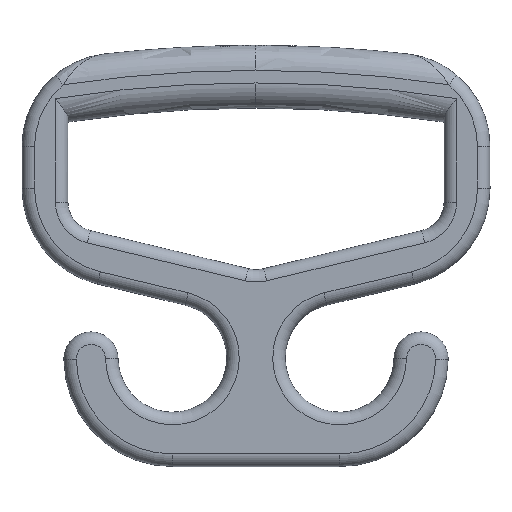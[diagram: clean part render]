
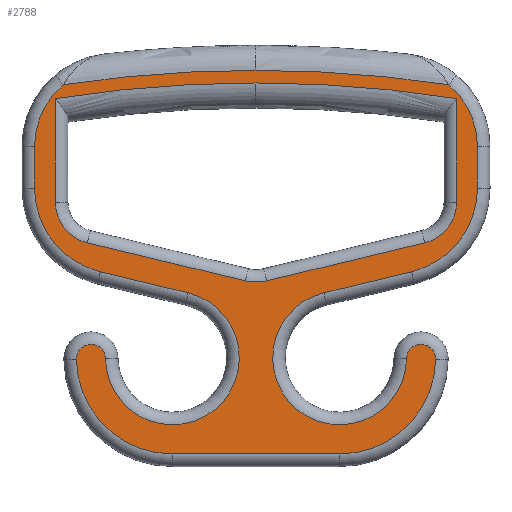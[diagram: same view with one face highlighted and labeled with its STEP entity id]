
A CAD part, top view. The second image highlights one B-rep face of the part: STEP entity #2788.
In plain terms, the highlighted planar face has unit normal (0, 0, 1).
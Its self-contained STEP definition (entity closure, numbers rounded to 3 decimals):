
#15=FACE_BOUND('',#798,.T.);
#55=PLANE('',#3087);
#173=LINE('',#5977,#320);
#175=LINE('',#6000,#322);
#176=LINE('',#6008,#323);
#177=LINE('',#6031,#324);
#180=LINE('',#6117,#327);
#182=LINE('',#6129,#329);
#184=LINE('',#6151,#331);
#185=LINE('',#6167,#332);
#186=LINE('',#6175,#333);
#320=VECTOR('',#3603,10.);
#322=VECTOR('',#3617,10.);
#323=VECTOR('',#3628,10.);
#324=VECTOR('',#3637,10.);
#327=VECTOR('',#3658,10.);
#329=VECTOR('',#3672,10.);
#331=VECTOR('',#3702,10.);
#332=VECTOR('',#3725,10.);
#333=VECTOR('',#3736,10.);
#615=FACE_OUTER_BOUND('',#797,.T.);
#797=EDGE_LOOP('',(#2470,#2471,#2472,#2473,#2474,#2475,#2476,#2477,#2478,
#2479,#2480,#2481,#2482,#2483,#2484,#2485,#2486));
#798=EDGE_LOOP('',(#2487,#2488,#2489,#2490,#2491,#2492,#2493,#2494,#2495));
#842=CIRCLE('',#2875,307.);
#920=CIRCLE('',#3010,10.);
#924=CIRCLE('',#3016,11.);
#927=CIRCLE('',#3021,10.);
#930=CIRCLE('',#3028,19.3);
#934=CIRCLE('',#3034,20.598);
#938=CIRCLE('',#3040,16.);
#941=CIRCLE('',#3044,3.5);
#944=CIRCLE('',#3048,23.);
#948=CIRCLE('',#3054,23.);
#950=CIRCLE('',#3057,3.5);
#952=CIRCLE('',#3060,16.);
#955=CIRCLE('',#3065,20.598);
#958=CIRCLE('',#3070,19.3);
#959=CIRCLE('',#3080,307.);
#960=CIRCLE('',#3082,304.);
#963=CIRCLE('',#3086,304.);
#1195=VERTEX_POINT('',#5524);
#1196=VERTEX_POINT('',#5535);
#1280=VERTEX_POINT('',#5974);
#1281=VERTEX_POINT('',#5976);
#1283=VERTEX_POINT('',#5993);
#1284=VERTEX_POINT('',#5998);
#1285=VERTEX_POINT('',#6002);
#1286=VERTEX_POINT('',#6006);
#1287=VERTEX_POINT('',#6010);
#1288=VERTEX_POINT('',#6014);
#1292=VERTEX_POINT('',#6109);
#1294=VERTEX_POINT('',#6115);
#1296=VERTEX_POINT('',#6121);
#1298=VERTEX_POINT('',#6127);
#1300=VERTEX_POINT('',#6133);
#1302=VERTEX_POINT('',#6139);
#1303=VERTEX_POINT('',#6144);
#1304=VERTEX_POINT('',#6149);
#1305=VERTEX_POINT('',#6153);
#1306=VERTEX_POINT('',#6157);
#1307=VERTEX_POINT('',#6161);
#1308=VERTEX_POINT('',#6165);
#1309=VERTEX_POINT('',#6169);
#1310=VERTEX_POINT('',#6173);
#1311=VERTEX_POINT('',#6177);
#1313=VERTEX_POINT('',#6270);
#1505=EDGE_CURVE('',#1195,#1196,#842,.T.);
#1648=EDGE_CURVE('',#1280,#1281,#173,.T.);
#1652=EDGE_CURVE('',#1283,#1280,#920,.T.);
#1655=EDGE_CURVE('',#1284,#1283,#175,.T.);
#1657=EDGE_CURVE('',#1285,#1284,#924,.T.);
#1659=EDGE_CURVE('',#1286,#1285,#176,.T.);
#1661=EDGE_CURVE('',#1287,#1286,#927,.T.);
#1663=EDGE_CURVE('',#1288,#1287,#177,.T.);
#1670=EDGE_CURVE('',#1292,#1195,#930,.T.);
#1673=EDGE_CURVE('',#1294,#1292,#180,.T.);
#1676=EDGE_CURVE('',#1296,#1294,#934,.T.);
#1679=EDGE_CURVE('',#1298,#1296,#182,.T.);
#1682=EDGE_CURVE('',#1300,#1298,#938,.T.);
#1685=EDGE_CURVE('',#1302,#1300,#941,.T.);
#1688=EDGE_CURVE('',#1303,#1302,#944,.T.);
#1691=EDGE_CURVE('',#1304,#1303,#184,.T.);
#1693=EDGE_CURVE('',#1305,#1304,#948,.T.);
#1695=EDGE_CURVE('',#1306,#1305,#950,.T.);
#1697=EDGE_CURVE('',#1307,#1306,#952,.T.);
#1699=EDGE_CURVE('',#1308,#1307,#185,.T.);
#1701=EDGE_CURVE('',#1309,#1308,#955,.T.);
#1703=EDGE_CURVE('',#1310,#1309,#186,.T.);
#1705=EDGE_CURVE('',#1311,#1310,#958,.T.);
#1713=EDGE_CURVE('',#1196,#1311,#959,.T.);
#1715=EDGE_CURVE('',#1313,#1288,#960,.T.);
#1718=EDGE_CURVE('',#1281,#1313,#963,.T.);
#2470=ORIENTED_EDGE('',*,*,#1705,.F.);
#2471=ORIENTED_EDGE('',*,*,#1713,.F.);
#2472=ORIENTED_EDGE('',*,*,#1505,.F.);
#2473=ORIENTED_EDGE('',*,*,#1670,.F.);
#2474=ORIENTED_EDGE('',*,*,#1673,.F.);
#2475=ORIENTED_EDGE('',*,*,#1676,.F.);
#2476=ORIENTED_EDGE('',*,*,#1679,.F.);
#2477=ORIENTED_EDGE('',*,*,#1682,.F.);
#2478=ORIENTED_EDGE('',*,*,#1685,.F.);
#2479=ORIENTED_EDGE('',*,*,#1688,.F.);
#2480=ORIENTED_EDGE('',*,*,#1691,.F.);
#2481=ORIENTED_EDGE('',*,*,#1693,.F.);
#2482=ORIENTED_EDGE('',*,*,#1695,.F.);
#2483=ORIENTED_EDGE('',*,*,#1697,.F.);
#2484=ORIENTED_EDGE('',*,*,#1699,.F.);
#2485=ORIENTED_EDGE('',*,*,#1701,.F.);
#2486=ORIENTED_EDGE('',*,*,#1703,.F.);
#2487=ORIENTED_EDGE('',*,*,#1715,.F.);
#2488=ORIENTED_EDGE('',*,*,#1718,.F.);
#2489=ORIENTED_EDGE('',*,*,#1648,.F.);
#2490=ORIENTED_EDGE('',*,*,#1652,.F.);
#2491=ORIENTED_EDGE('',*,*,#1655,.F.);
#2492=ORIENTED_EDGE('',*,*,#1657,.F.);
#2493=ORIENTED_EDGE('',*,*,#1659,.F.);
#2494=ORIENTED_EDGE('',*,*,#1661,.F.);
#2495=ORIENTED_EDGE('',*,*,#1663,.F.);
#2788=ADVANCED_FACE('',(#615,#15),#55,.T.);
#2875=AXIS2_PLACEMENT_3D('',#5536,#3282,#3283);
#3010=AXIS2_PLACEMENT_3D('',#5995,#3609,#3610);
#3016=AXIS2_PLACEMENT_3D('',#6004,#3622,#3623);
#3021=AXIS2_PLACEMENT_3D('',#6012,#3633,#3634);
#3028=AXIS2_PLACEMENT_3D('',#6111,#3650,#3651);
#3034=AXIS2_PLACEMENT_3D('',#6123,#3664,#3665);
#3040=AXIS2_PLACEMENT_3D('',#6135,#3678,#3679);
#3044=AXIS2_PLACEMENT_3D('',#6141,#3686,#3687);
#3048=AXIS2_PLACEMENT_3D('',#6146,#3694,#3695);
#3054=AXIS2_PLACEMENT_3D('',#6155,#3707,#3708);
#3057=AXIS2_PLACEMENT_3D('',#6159,#3713,#3714);
#3060=AXIS2_PLACEMENT_3D('',#6163,#3719,#3720);
#3065=AXIS2_PLACEMENT_3D('',#6171,#3730,#3731);
#3070=AXIS2_PLACEMENT_3D('',#6179,#3741,#3742);
#3080=AXIS2_PLACEMENT_3D('',#6267,#3767,#3768);
#3082=AXIS2_PLACEMENT_3D('',#6329,#3771,#3772);
#3086=AXIS2_PLACEMENT_3D('',#6333,#3779,#3780);
#3087=AXIS2_PLACEMENT_3D('',#6334,#3781,#3782);
#3282=DIRECTION('center_axis',(0.,0.,-1.));
#3283=DIRECTION('ref_axis',(-0.057,0.998,0.));
#3603=DIRECTION('',(0.,1.,0.));
#3609=DIRECTION('center_axis',(0.,0.,1.));
#3610=DIRECTION('ref_axis',(0.785,-0.619,0.));
#3617=DIRECTION('',(0.972,0.234,0.));
#3622=DIRECTION('center_axis',(0.,0.,1.));
#3623=DIRECTION('ref_axis',(0.,-1.,0.));
#3628=DIRECTION('',(0.972,-0.234,0.));
#3633=DIRECTION('center_axis',(0.,0.,1.));
#3634=DIRECTION('ref_axis',(-0.785,-0.619,0.));
#3637=DIRECTION('',(0.,-1.,0.));
#3650=DIRECTION('center_axis',(0.,0.,-1.));
#3651=DIRECTION('ref_axis',(-0.943,0.333,0.));
#3658=DIRECTION('',(0.,1.,0.));
#3664=DIRECTION('center_axis',(0.,0.,-1.));
#3665=DIRECTION('ref_axis',(-0.785,-0.619,0.));
#3672=DIRECTION('',(-0.972,0.234,0.));
#3678=DIRECTION('center_axis',(0.,0.,1.));
#3679=DIRECTION('ref_axis',(0.624,-0.781,0.));
#3686=DIRECTION('center_axis',(0.,0.,-1.));
#3687=DIRECTION('ref_axis',(-0.014,1.,0.));
#3694=DIRECTION('center_axis',(0.,0.,-1.));
#3695=DIRECTION('ref_axis',(-0.702,-0.712,0.));
#3702=DIRECTION('',(-1.,0.,0.));
#3707=DIRECTION('center_axis',(0.,0.,-1.));
#3708=DIRECTION('ref_axis',(0.702,-0.712,0.));
#3713=DIRECTION('center_axis',(0.,0.,-1.));
#3714=DIRECTION('ref_axis',(0.014,1.,0.));
#3719=DIRECTION('center_axis',(0.,0.,1.));
#3720=DIRECTION('ref_axis',(-0.624,-0.781,0.));
#3725=DIRECTION('',(-0.972,-0.234,0.));
#3730=DIRECTION('center_axis',(0.,0.,-1.));
#3731=DIRECTION('ref_axis',(0.785,-0.619,0.));
#3736=DIRECTION('',(0.,-1.,0.));
#3741=DIRECTION('center_axis',(0.,0.,-1.));
#3742=DIRECTION('ref_axis',(0.943,0.333,0.));
#3767=DIRECTION('center_axis',(0.,0.,-1.));
#3768=DIRECTION('ref_axis',(0.057,0.998,0.));
#3771=DIRECTION('center_axis',(0.,0.,1.));
#3772=DIRECTION('ref_axis',(-0.074,0.997,0.));
#3779=DIRECTION('center_axis',(0.,0.,1.));
#3780=DIRECTION('ref_axis',(0.074,0.997,0.));
#3781=DIRECTION('center_axis',(0.,0.,1.));
#3782=DIRECTION('ref_axis',(1.,0.,0.));
#5524=CARTESIAN_POINT('',(-46.094,-6.417,15.));
#5535=CARTESIAN_POINT('',(0.,-3.,15.));
#5536=CARTESIAN_POINT('Origin',(-0.416,-310.,15.));
#5974=CARTESIAN_POINT('',(48.,-34.548,15.));
#5976=CARTESIAN_POINT('',(48.,-9.747,15.));
#5977=CARTESIAN_POINT('',(48.,-40.972,15.));
#5993=CARTESIAN_POINT('',(40.34,-44.27,15.));
#5995=CARTESIAN_POINT('Origin',(38.,-34.548,15.));
#5998=CARTESIAN_POINT('',(2.573,-53.358,15.));
#6000=CARTESIAN_POINT('',(-11.199,-56.672,15.));
#6002=CARTESIAN_POINT('',(-2.573,-53.358,15.));
#6004=CARTESIAN_POINT('Origin',(0.,-42.663,
15.));
#6006=CARTESIAN_POINT('',(-40.34,-44.27,15.));
#6008=CARTESIAN_POINT('',(-15.269,-50.303,15.));
#6010=CARTESIAN_POINT('',(-48.,-34.548,15.));
#6012=CARTESIAN_POINT('Origin',(-38.,-34.548,15.));
#6014=CARTESIAN_POINT('',(-48.,-9.747,15.));
#6031=CARTESIAN_POINT('',(-48.,-40.972,15.));
#6109=CARTESIAN_POINT('',(-53.,-21.211,15.));
#6111=CARTESIAN_POINT('Origin',(-33.7,-21.211,15.));
#6115=CARTESIAN_POINT('',(-53.,-31.165,15.));
#6117=CARTESIAN_POINT('',(-53.,-34.304,15.));
#6121=CARTESIAN_POINT('',(-37.221,-51.192,15.));
#6123=CARTESIAN_POINT('Origin',(-32.402,-31.165,15.));
#6127=CARTESIAN_POINT('',(-16.257,-56.237,15.));
#6129=CARTESIAN_POINT('',(-33.294,-52.137,15.));
#6133=CARTESIAN_POINT('',(-35.998,-72.02,15.));
#6135=CARTESIAN_POINT('Origin',(-20.,-71.793,15.));
#6139=CARTESIAN_POINT('',(-42.998,-72.12,15.));
#6141=CARTESIAN_POINT('Origin',(-39.498,-72.07,15.));
#6144=CARTESIAN_POINT('',(-20.,-94.793,15.));
#6146=CARTESIAN_POINT('Origin',(-20.,-71.793,15.));
#6149=CARTESIAN_POINT('',(20.,-94.793,15.));
#6151=CARTESIAN_POINT('',(-24.,-94.793,15.));
#6153=CARTESIAN_POINT('',(42.998,-72.12,15.));
#6155=CARTESIAN_POINT('Origin',(20.,-71.793,15.));
#6157=CARTESIAN_POINT('',(35.998,-72.02,15.));
#6159=CARTESIAN_POINT('Origin',(39.498,-72.07,15.));
#6161=CARTESIAN_POINT('',(16.257,-56.237,15.));
#6163=CARTESIAN_POINT('Origin',(20.,-71.793,15.));
#6165=CARTESIAN_POINT('',(37.221,-51.192,15.));
#6167=CARTESIAN_POINT('',(6.827,-58.506,15.));
#6169=CARTESIAN_POINT('',(53.,-31.165,15.));
#6171=CARTESIAN_POINT('Origin',(32.402,-31.165,15.));
#6173=CARTESIAN_POINT('',(53.,-21.211,15.));
#6175=CARTESIAN_POINT('',(53.,-34.304,15.));
#6177=CARTESIAN_POINT('',(46.094,-6.417,15.));
#6179=CARTESIAN_POINT('Origin',(33.7,-21.211,15.));
#6267=CARTESIAN_POINT('Origin',(0.416,-310.,15.));
#6270=CARTESIAN_POINT('',(0.,-6.,15.));
#6329=CARTESIAN_POINT('Origin',(-0.416,-310.,15.));
#6333=CARTESIAN_POINT('Origin',(0.416,-310.,15.));
#6334=CARTESIAN_POINT('Origin',(-28.,-47.396,15.));
